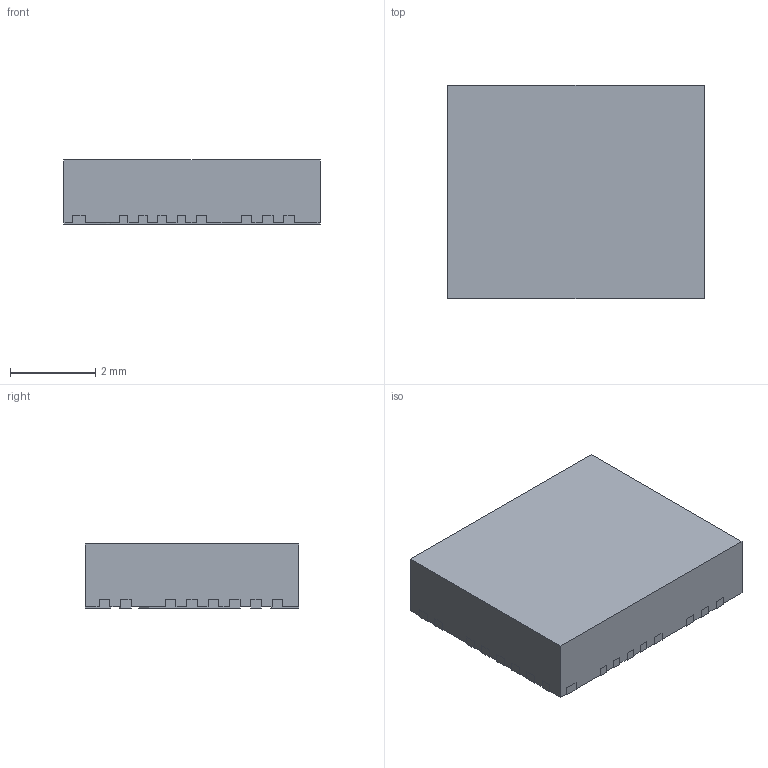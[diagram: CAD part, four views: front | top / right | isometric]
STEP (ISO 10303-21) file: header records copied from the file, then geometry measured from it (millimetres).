
FILE_DESCRIPTION((''),'2;1');
FILE_NAME('VMA0023A_ASM','2023-11-17T07:17:13',('a0412086'),(''),'CREO PARAMETRIC BY PTC INC, 2018500','CREO PARAMETRIC BY PTC INC, 2018500','');
FILE_SCHEMA(('CONFIG_CONTROL_DESIGN','SHAPE_APPEARANCE_LAYERS_GROUPS'));
Length unit declared in the file: millimetre
Products named in the file (4): FRAME; BODY; PIN1_AREA; VMA0023A_ASM
Assembly tree (3 placements, depth 2):
  VMA0023A_ASM
    FRAME
    BODY
    PIN1_AREA
Bounding box: 6 x 5 x 1.5 mm (x, y, z)
Volume: 44.6 mm3; surface area: 136.6 mm2
Topology: 25 solids, 25 shells, 329 faces, 834 edges, 556 vertices
Faces by surface type: plane 285, cylinder 44
Entity records: 12799 total; most frequent: CARTESIAN_POINT 1726, ORIENTED_EDGE 1668, DIRECTION 1594, PRESENTATION_STYLE_ASSIGNMENT 893, STYLED_ITEM 859, CURVE_STYLE 834, EDGE_CURVE 834, VECTOR 746
